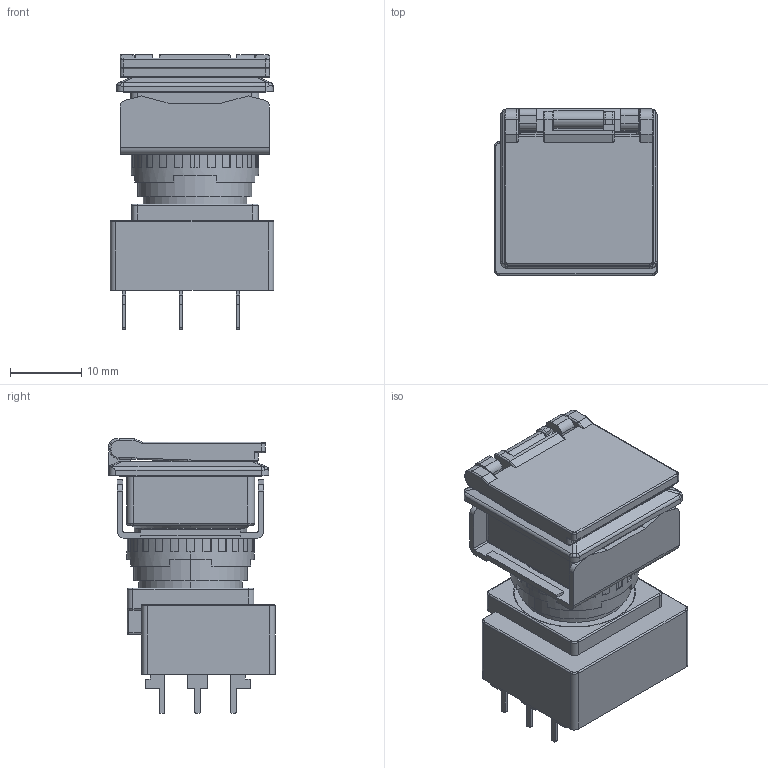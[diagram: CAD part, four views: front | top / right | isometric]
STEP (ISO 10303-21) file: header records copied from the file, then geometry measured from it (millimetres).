
FILE_DESCRIPTION (( 'STEP AP214' ), '1' );
FILE_NAME ('302_LB7GB-[M][A]1T[3][7]V$.STEP', '2020-09-25T02:41:53', ( 'IDEC' ), ( 'IDEC' ), 'SwSTEP 2.0', 'SolidWorks 2019', '' );
FILE_SCHEMA (( 'AUTOMOTIVE_DESIGN' ));
Length unit declared in the file: millimetre
Products named in the file (5): LB-T3V; LB-FL-G-BODY-Q; LB-FL-NUT-SET; LB-OPERATOR-Q; 302_LB7GB-[M][A]1T[3][7]V$
Assembly tree (4 placements, depth 2):
  302_LB7GB-[M][A]1T[3][7]V$
    LB-FL-G-BODY-Q
    LB-OPERATOR-Q
    LB-T3V
    LB-FL-NUT-SET
Bounding box: 23 x 23.4 x 38.6 mm (x, y, z)
Volume: 10298 mm3; surface area: 8699.2 mm2
Topology: 4 solids, 4 shells, 674 faces, 1751 edges, 1098 vertices
Faces by surface type: plane 363, cylinder 237, bspline 68, cone 6
Entity records: 22534 total; most frequent: CARTESIAN_POINT 5162, ORIENTED_EDGE 3490, DIRECTION 3332, EDGE_CURVE 1745, LINE 1144, VECTOR 1144, VERTEX_POINT 1098, AXIS2_PLACEMENT_3D 1094
